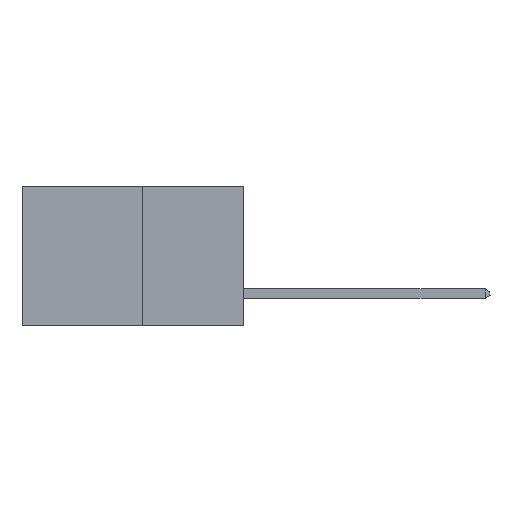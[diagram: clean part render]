
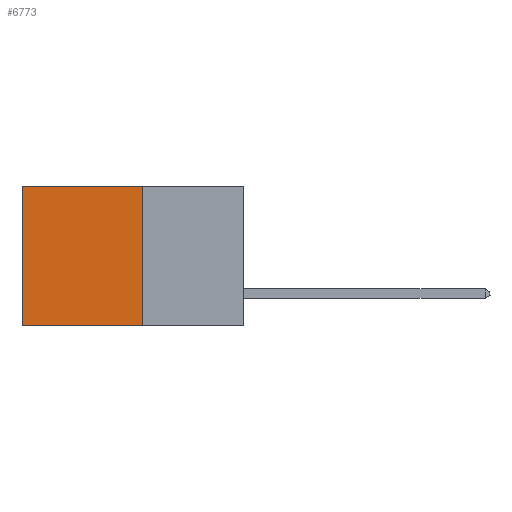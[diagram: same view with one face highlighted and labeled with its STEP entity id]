
A CAD part, left-side view. The second image highlights one B-rep face of the part: STEP entity #6773.
In plain terms, the highlighted planar face has unit normal (-1, 0, 0).
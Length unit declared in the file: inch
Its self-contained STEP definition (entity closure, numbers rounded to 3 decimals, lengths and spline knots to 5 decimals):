
#697 = VERTEX_POINT ( 'NONE', #2363 ) ;
#759 = EDGE_CURVE ( 'NONE', #1576, #697, #6426, .T. ) ;
#1066 = ORIENTED_EDGE ( 'NONE', *, *, #6654, .F. ) ;
#1201 = DIRECTION ( 'NONE',  ( 0., 1., 0. ) ) ;
#1576 = VERTEX_POINT ( 'NONE', #1995 ) ;
#1835 = ORIENTED_EDGE ( 'NONE', *, *, #4173, .F. ) ;
#1995 = CARTESIAN_POINT ( 'NONE',  ( 0.277, 0.27, 0. ) ) ;
#2073 = VERTEX_POINT ( 'NONE', #3835 ) ;
#2231 = ORIENTED_EDGE ( 'NONE', *, *, #759, .T. ) ;
#2363 = CARTESIAN_POINT ( 'NONE',  ( 0.277, 0.59, 0. ) ) ;
#2758 = VERTEX_POINT ( 'NONE', #4731 ) ;
#3053 = LINE ( 'NONE', #9610, #4831 ) ;
#3147 = EDGE_LOOP ( 'NONE', ( #5016, #1066, #1835, #2231 ) ) ;
#3835 = CARTESIAN_POINT ( 'NONE',  ( 0.277, 0.27, -0.37 ) ) ;
#3989 = DIRECTION ( 'NONE',  ( 0., 0., -1. ) ) ;
#4173 = EDGE_CURVE ( 'NONE', #1576, #2073, #7666, .T. ) ;
#4219 = VECTOR ( 'NONE', #1201, 39.37008 ) ;
#4731 = CARTESIAN_POINT ( 'NONE',  ( 0.277, 0.59, -0.37 ) ) ;
#4831 = VECTOR ( 'NONE', #9455, 39.37008 ) ;
#5016 = ORIENTED_EDGE ( 'NONE', *, *, #9250, .T. ) ;
#5021 = FACE_OUTER_BOUND ( 'NONE', #3147, .T. ) ;
#5319 = CARTESIAN_POINT ( 'NONE',  ( 0.277, 0.27, 0. ) ) ;
#5557 = VECTOR ( 'NONE', #8213, 39.37008 ) ;
#6227 = CARTESIAN_POINT ( 'NONE',  ( 0.277, 0.59, -0.37 ) ) ;
#6396 = AXIS2_PLACEMENT_3D ( 'NONE', #7396, #7299, #7288 ) ;
#6426 = LINE ( 'NONE', #5319, #4219 ) ;
#6654 = EDGE_CURVE ( 'NONE', #2073, #2758, #3053, .T. ) ;
#6773 = ADVANCED_FACE ( 'NONE', ( #5021 ), #7492, .F. ) ;
#7201 = VECTOR ( 'NONE', #3989, 39.37008 ) ;
#7288 = DIRECTION ( 'NONE',  ( 0., 0., -1. ) ) ;
#7299 = DIRECTION ( 'NONE',  ( 1., 0., 0. ) ) ;
#7396 = CARTESIAN_POINT ( 'NONE',  ( 0.277, 0.27, -0.37 ) ) ;
#7492 = PLANE ( 'NONE',  #6396 ) ;
#7666 = LINE ( 'NONE', #8242, #5557 ) ;
#8213 = DIRECTION ( 'NONE',  ( 0., 0., -1. ) ) ;
#8242 = CARTESIAN_POINT ( 'NONE',  ( 0.277, 0.27, -0.37 ) ) ;
#9033 = LINE ( 'NONE', #6227, #7201 ) ;
#9250 = EDGE_CURVE ( 'NONE', #697, #2758, #9033, .T. ) ;
#9455 = DIRECTION ( 'NONE',  ( 0., 1., 0. ) ) ;
#9610 = CARTESIAN_POINT ( 'NONE',  ( 0.277, 0.27, -0.37 ) ) ;
